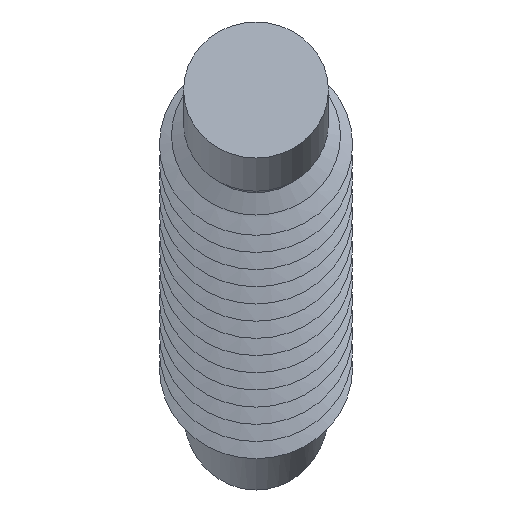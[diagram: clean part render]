
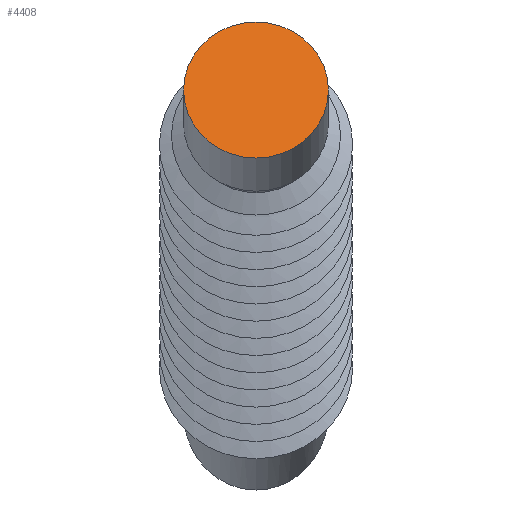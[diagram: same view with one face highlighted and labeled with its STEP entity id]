
A CAD part, top view. The second image highlights one B-rep face of the part: STEP entity #4408.
In plain terms, the highlighted planar face has unit normal (0, 0.342, 0.94).
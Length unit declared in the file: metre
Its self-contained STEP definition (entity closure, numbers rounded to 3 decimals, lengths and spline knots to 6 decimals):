
#4339 = CYLINDRICAL_SURFACE('',#4340,3.);
#4340 = AXIS2_PLACEMENT_3D('',#4341,#4342,#4343);
#4341 = CARTESIAN_POINT('',(6.,55.131803,62.802874));
#4342 = DIRECTION('',(0.,0.342,0.94));
#4343 = DIRECTION('',(1.,0.,0.));
#4357 = EDGE_CURVE('',#4358,#4358,#4360,.T.);
#4358 = VERTEX_POINT('',#4359);
#4359 = CARTESIAN_POINT('',(9.,56.499884,66.561644));
#4360 = SURFACE_CURVE('',#4361,(#4366,#4373),.PCURVE_S1.);
#4361 = CIRCLE('',#4362,3.);
#4362 = AXIS2_PLACEMENT_3D('',#4363,#4364,#4365);
#4363 = CARTESIAN_POINT('',(6.,56.499884,66.561644));
#4364 = DIRECTION('',(-0.,0.342,0.94));
#4365 = DIRECTION('',(1.,0.,0.));
#4366 = PCURVE('',#4339,#4367);
#4367 = DEFINITIONAL_REPRESENTATION('',(#4368),#4372);
#4368 = LINE('',#4369,#4370);
#4369 = CARTESIAN_POINT('',(0.,4.));
#4370 = VECTOR('',#4371,1.);
#4371 = DIRECTION('',(1.,0.));
#4372 = ( GEOMETRIC_REPRESENTATION_CONTEXT(2) 
PARAMETRIC_REPRESENTATION_CONTEXT() REPRESENTATION_CONTEXT('2D SPACE',''
  ) );
#4373 = PCURVE('',#4374,#4379);
#4374 = PLANE('',#4375);
#4375 = AXIS2_PLACEMENT_3D('',#4376,#4377,#4378);
#4376 = CARTESIAN_POINT('',(6.,56.499884,66.561644));
#4377 = DIRECTION('',(0.,0.342,0.94));
#4378 = DIRECTION('',(1.,0.,0.));
#4379 = DEFINITIONAL_REPRESENTATION('',(#4380),#4384);
#4380 = CIRCLE('',#4381,3.);
#4381 = AXIS2_PLACEMENT_2D('',#4382,#4383);
#4382 = CARTESIAN_POINT('',(0.,0.));
#4383 = DIRECTION('',(1.,0.));
#4384 = ( GEOMETRIC_REPRESENTATION_CONTEXT(2) 
PARAMETRIC_REPRESENTATION_CONTEXT() REPRESENTATION_CONTEXT('2D SPACE',''
  ) );
#4408 = ADVANCED_FACE('',(#4409),#4374,.T.);
#4409 = FACE_BOUND('',#4410,.T.);
#4410 = EDGE_LOOP('',(#4411));
#4411 = ORIENTED_EDGE('',*,*,#4357,.T.);
